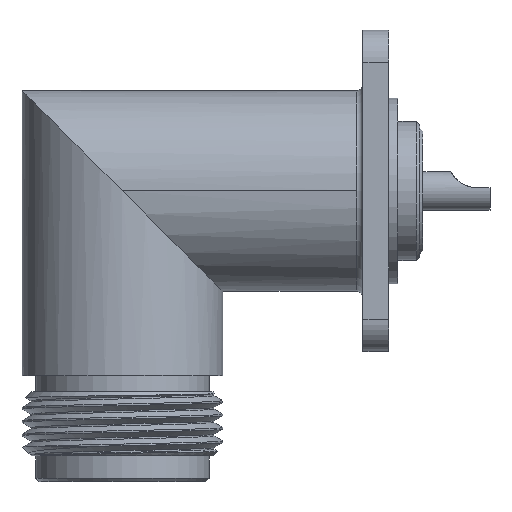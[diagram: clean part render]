
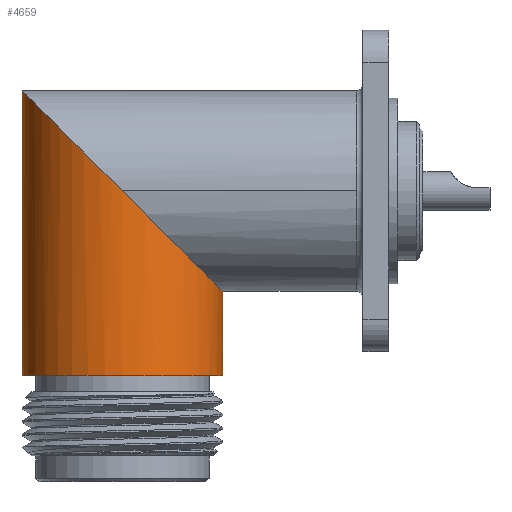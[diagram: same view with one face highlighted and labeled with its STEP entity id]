
A CAD part, top view. The second image highlights one B-rep face of the part: STEP entity #4659.
In plain terms, the highlighted cylindrical face has radius 7.938 mm (diameter 15.875 mm), a partial arc.
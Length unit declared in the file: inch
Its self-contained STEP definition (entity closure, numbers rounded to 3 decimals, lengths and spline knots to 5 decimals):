
#131 = DIRECTION ( 'NONE',  ( 0., 1., 0. ) ) ;
#363 = LINE ( 'NONE', #2018, #482 ) ;
#482 = VECTOR ( 'NONE', #4237, 39.37008 ) ;
#829 = CARTESIAN_POINT ( 'NONE',  ( 0., -0.575, 0. ) ) ;
#1026 = CARTESIAN_POINT ( 'NONE',  ( -0.3125, 0.3125, 0.18306 ) ) ;
#1059 = CARTESIAN_POINT ( 'NONE',  ( -0.18306, 0.18306, 0.3125 ) ) ;
#1076 = EDGE_CURVE ( 'NONE', #3803, #1768, #1255, .T. ) ;
#1088 = CIRCLE ( 'NONE', #2055, 0.3125 ) ;
#1255 = LINE ( 'NONE', #2193, #4522 ) ;
#1290 = CARTESIAN_POINT ( 'NONE',  ( 0.3125, -0.3125, 0.18306 ) ) ;
#1298 = CARTESIAN_POINT ( 'NONE',  ( 0.3125, -0.575, 0. ) ) ;
#1387 = CARTESIAN_POINT ( 'NONE',  ( 0.3125, -0.3125, 0. ) ) ;
#1602 = CARTESIAN_POINT ( 'NONE',  ( 0.18306, -0.18306, 0.3125 ) ) ;
#1768 = VERTEX_POINT ( 'NONE', #2347 ) ;
#1939 = DIRECTION ( 'NONE',  ( 0., -1., 0. ) ) ;
#2018 = CARTESIAN_POINT ( 'NONE',  ( 0.3125, -0.085, 0. ) ) ;
#2055 = AXIS2_PLACEMENT_3D ( 'NONE', #829, #131, #2663 ) ;
#2160 = ORIENTED_EDGE ( 'NONE', *, *, #4678, .F. ) ;
#2193 = CARTESIAN_POINT ( 'NONE',  ( -0.3125, -0.085, 0. ) ) ;
#2263 = ORIENTED_EDGE ( 'NONE', *, *, #2324, .F. ) ;
#2324 = EDGE_CURVE ( 'NONE', #2868, #3977, #363, .T. ) ;
#2347 = CARTESIAN_POINT ( 'NONE',  ( -0.3125, -0.575, 0. ) ) ;
#2350 = AXIS2_PLACEMENT_3D ( 'NONE', #3778, #1939, #4498 ) ;
#2569 = ORIENTED_EDGE ( 'NONE', *, *, #3261, .T. ) ;
#2622 = ORIENTED_EDGE ( 'NONE', *, *, #1076, .T. ) ;
#2663 = DIRECTION ( 'NONE',  ( 1., 0., 0. ) ) ;
#2868 = VERTEX_POINT ( 'NONE', #1387 ) ;
#3023 = EDGE_LOOP ( 'NONE', ( #4249, #2622, #2569, #2263, #2160 ) ) ;
#3214 = VERTEX_POINT ( 'NONE', #3758 ) ;
#3261 = EDGE_CURVE ( 'NONE', #1768, #3977, #1088, .T. ) ;
#3282 = CARTESIAN_POINT ( 'NONE',  ( 0., 0., 0.3125 ) ) ;
#3420 = CARTESIAN_POINT ( 'NONE',  ( -0.3125, 0.3125, 0. ) ) ;
#3430 = CARTESIAN_POINT ( 'NONE',  ( 0., 0., 0.3125 ) ) ;
#3540 = CYLINDRICAL_SURFACE ( 'NONE', #2350, 0.3125 ) ;
#3614 =( BOUNDED_CURVE ( )  B_SPLINE_CURVE ( 3, ( #3430, #1602, #1290, #3904 ),
 .UNSPECIFIED., .F., .F. ) 
 B_SPLINE_CURVE_WITH_KNOTS ( ( 4, 4 ),
 ( 1.5708, 3.14159 ),
 .UNSPECIFIED. ) 
 CURVE ( )  GEOMETRIC_REPRESENTATION_ITEM ( )  RATIONAL_B_SPLINE_CURVE ( ( 1., 0.805, 0.805, 1. ) ) 
 REPRESENTATION_ITEM ( '' )  );
#3643 = DIRECTION ( 'NONE',  ( 0., -1., 0. ) ) ;
#3758 = CARTESIAN_POINT ( 'NONE',  ( 0., 0., 0.3125 ) ) ;
#3778 = CARTESIAN_POINT ( 'NONE',  ( 0., -0.085, 0. ) ) ;
#3803 = VERTEX_POINT ( 'NONE', #3420 ) ;
#3827 =( BOUNDED_CURVE ( )  B_SPLINE_CURVE ( 3, ( #4595, #1026, #1059, #3282 ),
 .UNSPECIFIED., .F., .F. ) 
 B_SPLINE_CURVE_WITH_KNOTS ( ( 4, 4 ),
 ( 0., 1.5708 ),
 .UNSPECIFIED. ) 
 CURVE ( )  GEOMETRIC_REPRESENTATION_ITEM ( )  RATIONAL_B_SPLINE_CURVE ( ( 1., 0.805, 0.805, 1. ) ) 
 REPRESENTATION_ITEM ( '' )  );
#3904 = CARTESIAN_POINT ( 'NONE',  ( 0.3125, -0.3125, 0. ) ) ;
#3977 = VERTEX_POINT ( 'NONE', #1298 ) ;
#3989 = EDGE_CURVE ( 'NONE', #3803, #3214, #3827, .T. ) ;
#4237 = DIRECTION ( 'NONE',  ( 0., -1., 0. ) ) ;
#4249 = ORIENTED_EDGE ( 'NONE', *, *, #3989, .F. ) ;
#4498 = DIRECTION ( 'NONE',  ( 1., 0., 0. ) ) ;
#4522 = VECTOR ( 'NONE', #3643, 39.37008 ) ;
#4595 = CARTESIAN_POINT ( 'NONE',  ( -0.3125, 0.3125, 0. ) ) ;
#4659 = ADVANCED_FACE ( 'NONE', ( #4735 ), #3540, .T. ) ;
#4678 = EDGE_CURVE ( 'NONE', #3214, #2868, #3614, .T. ) ;
#4735 = FACE_OUTER_BOUND ( 'NONE', #3023, .T. ) ;
